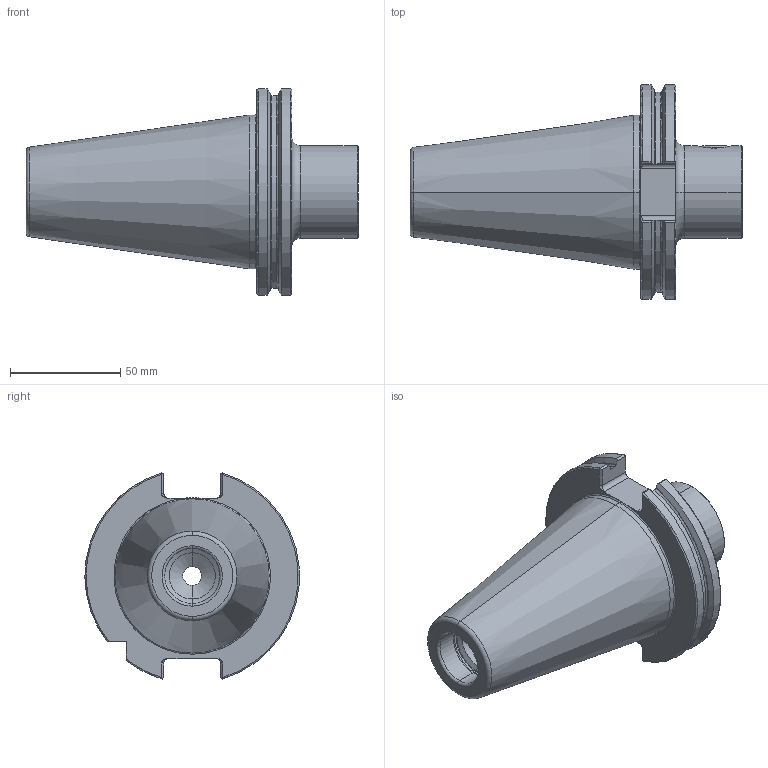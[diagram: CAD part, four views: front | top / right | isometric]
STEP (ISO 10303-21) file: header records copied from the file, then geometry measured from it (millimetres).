
FILE_DESCRIPTION (( 'STEP AP203' ), '1' );
FILE_NAME ('102.515.421.STEP', '2018-03-09T13:24:04', ( 'SWIAdmin' ), ( 'Hewlett-Packard Company' ), 'SwSTEP 2.0', 'SolidWorks 2017', '' );
FILE_SCHEMA (( 'CONFIG_CONTROL_DESIGN' ));
Length unit declared in the file: millimetre
Products named in the file (3): SK5-MB4.K01.049_C; MB4-ER1.001.013_A; 102.515.421
Assembly tree (2 placements, depth 2):
  102.515.421
    SK5-MB4.K01.049_C
    MB4-ER1.001.013_A
Bounding box: 150.7 x 97.28 x 93.51 mm (x, y, z)
Volume: 365924.7 mm3; surface area: 47681.8 mm2
Topology: 2 solids, 2 shells, 172 faces, 431 edges, 265 vertices
Faces by surface type: plane 55, cylinder 50, cone 39, torus 28
Entity records: 5816 total; most frequent: CARTESIAN_POINT 1435, DIRECTION 879, ORIENTED_EDGE 858, EDGE_CURVE 429, AXIS2_PLACEMENT_3D 351, VERTEX_POINT 265, EDGE_LOOP 180, LINE 177
